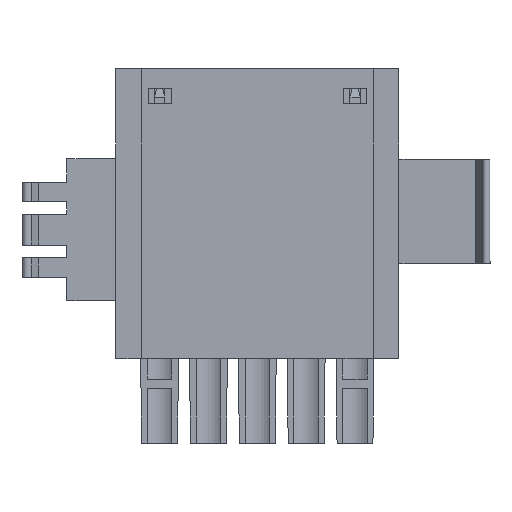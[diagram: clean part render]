
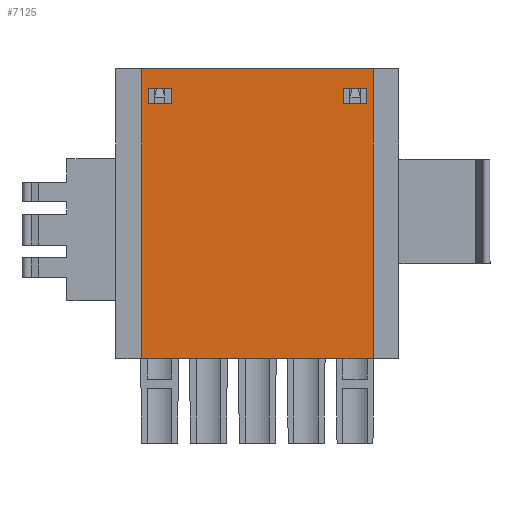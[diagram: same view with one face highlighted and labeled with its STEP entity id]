
A CAD part, front view. The second image highlights one B-rep face of the part: STEP entity #7125.
In plain terms, the highlighted planar face has unit normal (0, -1, 0).
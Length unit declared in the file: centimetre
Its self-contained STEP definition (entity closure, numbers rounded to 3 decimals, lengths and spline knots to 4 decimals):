
#5783=CARTESIAN_POINT('',(0.903,-0.275,0.));
#5784=VERTEX_POINT('',#5783);
#5791=CARTESIAN_POINT('',(-0.903,-0.275,0.));
#5792=VERTEX_POINT('',#5791);
#5793=CARTESIAN_POINT('',(0.903,-0.275,0.));
#5794=DIRECTION('',(-1.0,0.0,0.0));
#5795=VECTOR('',#5794,1.806);
#5796=LINE('',#5793,#5795);
#5797=EDGE_CURVE('',#5784,#5792,#5796,.T.);
#5920=CARTESIAN_POINT('',(0.8529,-0.275,2.11));
#5921=VERTEX_POINT('',#5920);
#5928=CARTESIAN_POINT('',(0.6729,-0.275,2.11));
#5929=VERTEX_POINT('',#5928);
#5930=CARTESIAN_POINT('',(0.8529,-0.275,2.11));
#5931=DIRECTION('',(-1.0,0.0,0.0));
#5932=VECTOR('',#5931,0.18);
#5933=LINE('',#5930,#5932);
#5934=EDGE_CURVE('',#5921,#5929,#5933,.T.);
#5959=CARTESIAN_POINT('',(0.903,-0.275,2.26));
#5960=VERTEX_POINT('',#5959);
#5967=CARTESIAN_POINT('',(0.903,-0.275,0.));
#5968=DIRECTION('',(0.0,0.0,1.0));
#5969=VECTOR('',#5968,2.26);
#5970=LINE('',#5967,#5969);
#5971=EDGE_CURVE('',#5784,#5960,#5970,.T.);
#6438=CARTESIAN_POINT('',(0.6729,-0.275,1.99));
#6439=VERTEX_POINT('',#6438);
#6446=CARTESIAN_POINT('',(0.8529,-0.275,1.99));
#6447=VERTEX_POINT('',#6446);
#6448=CARTESIAN_POINT('',(0.6729,-0.275,1.99));
#6449=DIRECTION('',(1.0,0.0,0.0));
#6450=VECTOR('',#6449,0.18);
#6451=LINE('',#6448,#6450);
#6452=EDGE_CURVE('',#6439,#6447,#6451,.T.);
#7040=CARTESIAN_POINT('',(-0.903,-0.275,2.26));
#7041=VERTEX_POINT('',#7040);
#7042=CARTESIAN_POINT('',(-0.903,-0.275,0.));
#7043=DIRECTION('',(0.0,0.0,1.0));
#7044=VECTOR('',#7043,2.26);
#7045=LINE('',#7042,#7044);
#7046=EDGE_CURVE('',#5792,#7041,#7045,.T.);
#7059=CARTESIAN_POINT('',(-0.5852,-0.275,1.4657));
#7060=DIRECTION('',(0.0,-1.0,0.0));
#7061=DIRECTION('',(1.0,0.0,0.0));
#7062=AXIS2_PLACEMENT_3D('',#7059,#7060,#7061);
#7063=PLANE('',#7062);
#7064=ORIENTED_EDGE('',*,*,#7046,.F.);
#7065=ORIENTED_EDGE('',*,*,#5797,.F.);
#7066=ORIENTED_EDGE('',*,*,#5971,.T.);
#7067=CARTESIAN_POINT('',(-0.903,-0.275,2.26));
#7068=DIRECTION('',(1.0,0.0,0.0));
#7069=VECTOR('',#7068,1.806);
#7070=LINE('',#7067,#7069);
#7071=EDGE_CURVE('',#7041,#5960,#7070,.T.);
#7072=ORIENTED_EDGE('',*,*,#7071,.F.);
#7073=EDGE_LOOP('',(#7064,#7065,#7066,#7072));
#7074=FACE_OUTER_BOUND('',#7073,.T.);
#7075=ORIENTED_EDGE('',*,*,#5934,.F.);
#7076=CARTESIAN_POINT('',(0.8529,-0.275,1.99));
#7077=DIRECTION('',(0.0,0.0,1.0));
#7078=VECTOR('',#7077,0.12);
#7079=LINE('',#7076,#7078);
#7080=EDGE_CURVE('',#6447,#5921,#7079,.T.);
#7081=ORIENTED_EDGE('',*,*,#7080,.F.);
#7082=ORIENTED_EDGE('',*,*,#6452,.F.);
#7083=CARTESIAN_POINT('',(0.6729,-0.275,2.11));
#7084=DIRECTION('',(0.0,0.0,-1.0));
#7085=VECTOR('',#7084,0.12);
#7086=LINE('',#7083,#7085);
#7087=EDGE_CURVE('',#5929,#6439,#7086,.T.);
#7088=ORIENTED_EDGE('',*,*,#7087,.F.);
#7089=EDGE_LOOP('',(#7075,#7081,#7082,#7088));
#7090=FACE_BOUND('',#7089,.T.);
#7091=CARTESIAN_POINT('',(-0.6711,-0.275,1.99));
#7092=VERTEX_POINT('',#7091);
#7093=CARTESIAN_POINT('',(-0.6711,-0.275,2.11));
#7094=VERTEX_POINT('',#7093);
#7095=CARTESIAN_POINT('',(-0.6711,-0.275,1.99));
#7096=DIRECTION('',(0.0,0.0,1.0));
#7097=VECTOR('',#7096,0.12);
#7098=LINE('',#7095,#7097);
#7099=EDGE_CURVE('',#7092,#7094,#7098,.T.);
#7100=ORIENTED_EDGE('',*,*,#7099,.F.);
#7101=CARTESIAN_POINT('',(-0.8511,-0.275,1.99));
#7102=VERTEX_POINT('',#7101);
#7103=CARTESIAN_POINT('',(-0.8511,-0.275,1.99));
#7104=DIRECTION('',(1.0,0.0,0.0));
#7105=VECTOR('',#7104,0.18);
#7106=LINE('',#7103,#7105);
#7107=EDGE_CURVE('',#7102,#7092,#7106,.T.);
#7108=ORIENTED_EDGE('',*,*,#7107,.F.);
#7109=CARTESIAN_POINT('',(-0.8511,-0.275,2.11));
#7110=VERTEX_POINT('',#7109);
#7111=CARTESIAN_POINT('',(-0.8511,-0.275,2.11));
#7112=DIRECTION('',(0.0,0.0,-1.0));
#7113=VECTOR('',#7112,0.12);
#7114=LINE('',#7111,#7113);
#7115=EDGE_CURVE('',#7110,#7102,#7114,.T.);
#7116=ORIENTED_EDGE('',*,*,#7115,.F.);
#7117=CARTESIAN_POINT('',(-0.6711,-0.275,2.11));
#7118=DIRECTION('',(-1.0,0.0,0.0));
#7119=VECTOR('',#7118,0.18);
#7120=LINE('',#7117,#7119);
#7121=EDGE_CURVE('',#7094,#7110,#7120,.T.);
#7122=ORIENTED_EDGE('',*,*,#7121,.F.);
#7123=EDGE_LOOP('',(#7100,#7108,#7116,#7122));
#7124=FACE_BOUND('',#7123,.T.);
#7125=ADVANCED_FACE('',(#7074,#7090,#7124),#7063,.T.);
